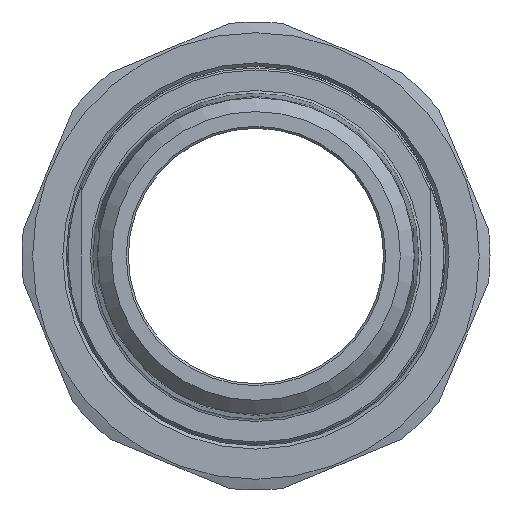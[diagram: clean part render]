
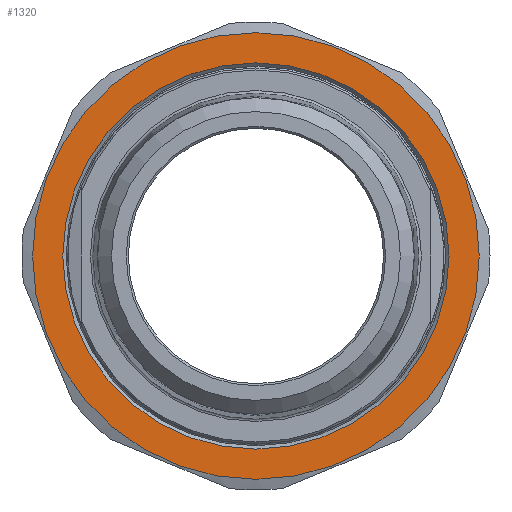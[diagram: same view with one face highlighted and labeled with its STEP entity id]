
A CAD part, left-side view. The second image highlights one B-rep face of the part: STEP entity #1320.
In plain terms, the highlighted planar face has unit normal (-1, 0, 0).
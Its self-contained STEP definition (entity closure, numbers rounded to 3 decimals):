
#49=FACE_BOUND('',#241,.T.);
#116=PLANE('',#1498);
#158=FACE_OUTER_BOUND('',#240,.T.);
#240=EDGE_LOOP('',(#988));
#241=EDGE_LOOP('',(#989));
#461=CIRCLE('',#1485,33.25);
#463=CIRCLE('',#1493,28.75);
#587=VERTEX_POINT('',#2212);
#589=VERTEX_POINT('',#2266);
#722=EDGE_CURVE('',#587,#587,#461,.T.);
#739=EDGE_CURVE('',#589,#589,#463,.T.);
#988=ORIENTED_EDGE('',*,*,#722,.T.);
#989=ORIENTED_EDGE('',*,*,#739,.F.);
#1320=ADVANCED_FACE('',(#158,#49),#116,.F.);
#1485=AXIS2_PLACEMENT_3D('',#2214,#1735,#1736);
#1493=AXIS2_PLACEMENT_3D('',#2267,#1752,#1753);
#1498=AXIS2_PLACEMENT_3D('',#2277,#1764,#1765);
#1735=DIRECTION('center_axis',(-1.,0.,0.));
#1736=DIRECTION('ref_axis',(0.,1.,0.));
#1752=DIRECTION('center_axis',(-1.,0.,0.));
#1753=DIRECTION('ref_axis',(0.,-1.,0.));
#1764=DIRECTION('center_axis',(1.,0.,0.));
#1765=DIRECTION('ref_axis',(0.,0.,-1.));
#2212=CARTESIAN_POINT('',(-20.,-33.25,0.));
#2214=CARTESIAN_POINT('Origin',(-20.,0.,0.));
#2266=CARTESIAN_POINT('',(-20.,28.75,0.));
#2267=CARTESIAN_POINT('Origin',(-20.,0.,0.));
#2277=CARTESIAN_POINT('Origin',(-20.,0.,0.));
